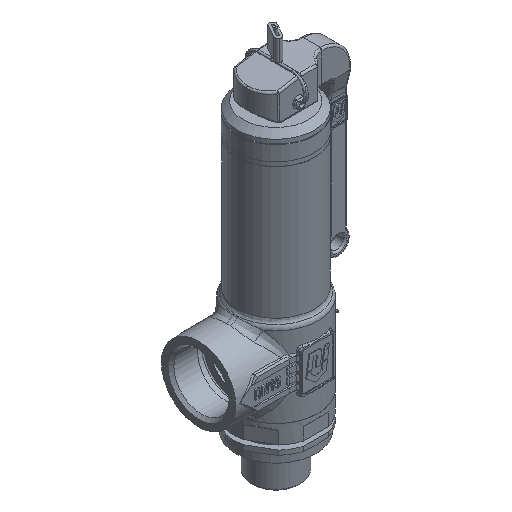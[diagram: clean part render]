
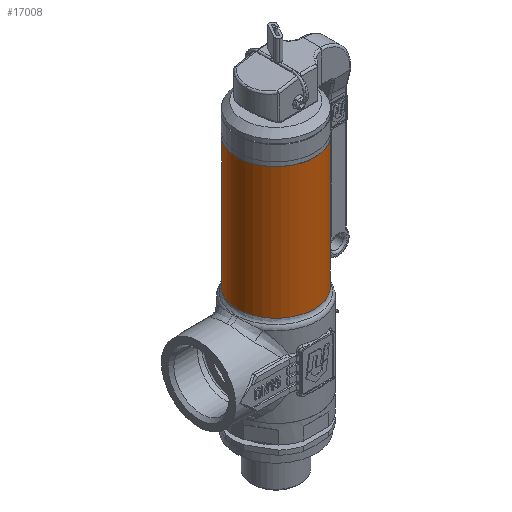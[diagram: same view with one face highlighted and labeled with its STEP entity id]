
A CAD part, isometric view. The second image highlights one B-rep face of the part: STEP entity #17008.
In plain terms, the highlighted cylindrical face has radius 12.95 mm (diameter 25.9 mm), a full revolution.
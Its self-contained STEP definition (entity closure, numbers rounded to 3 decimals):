
#16927=CARTESIAN_POINT('',(-0.,12.95,15.333));
#16928=VERTEX_POINT('',#16927);
#16936=CARTESIAN_POINT('',(0.,-12.95,15.333));
#16937=VERTEX_POINT('',#16936);
#16938=CARTESIAN_POINT('',(0.,-0.,15.333));
#16939=DIRECTION('',(-0.,-0.,1.));
#16940=DIRECTION('',(0.,1.,0.));
#16941=AXIS2_PLACEMENT_3D('',#16938,#16939,#16940);
#16942=CIRCLE('',#16941,12.95);
#16943=EDGE_CURVE('NONE',#16937,#16928,#16942,.T.);
#16945=CARTESIAN_POINT('',(0.,-0.,15.333));
#16946=DIRECTION('',(-0.,-0.,1.));
#16947=DIRECTION('',(0.,1.,0.));
#16948=AXIS2_PLACEMENT_3D('',#16945,#16946,#16947);
#16949=CIRCLE('',#16948,12.95);
#16950=EDGE_CURVE('NONE',#16928,#16937,#16949,.T.);
#16974=CARTESIAN_POINT('',(0.,-0.,59.5));
#16975=DIRECTION('',(0.,0.,-1.));
#16976=DIRECTION('',(0.,1.,0.));
#16977=AXIS2_PLACEMENT_3D('',#16974,#16975,#16976);
#16978=CYLINDRICAL_SURFACE('',#16977,12.95);
#16979=CARTESIAN_POINT('',(-0.,12.95,59.5));
#16980=VERTEX_POINT('',#16979);
#16981=CARTESIAN_POINT('',(0.,12.95,15.333));
#16982=DIRECTION('',(-0.,-0.,1.));
#16983=VECTOR('',#16982,44.167);
#16984=LINE('',#16981,#16983);
#16985=EDGE_CURVE('',#16928,#16980,#16984,.T.);
#16986=ORIENTED_EDGE('',*,*,#16985,.T.);
#16987=CARTESIAN_POINT('',(0.,-12.95,59.5));
#16988=VERTEX_POINT('',#16987);
#16989=CARTESIAN_POINT('',(0.,-0.,59.5));
#16990=DIRECTION('',(-0.,-0.,1.));
#16991=DIRECTION('',(0.,1.,0.));
#16992=AXIS2_PLACEMENT_3D('',#16989,#16990,#16991);
#16993=CIRCLE('',#16992,12.95);
#16994=EDGE_CURVE('NONE',#16988,#16980,#16993,.T.);
#16995=ORIENTED_EDGE('',*,*,#16994,.F.);
#16996=CARTESIAN_POINT('',(0.,-0.,59.5));
#16997=DIRECTION('',(-0.,-0.,1.));
#16998=DIRECTION('',(0.,1.,0.));
#16999=AXIS2_PLACEMENT_3D('',#16996,#16997,#16998);
#17000=CIRCLE('',#16999,12.95);
#17001=EDGE_CURVE('NONE',#16980,#16988,#17000,.T.);
#17002=ORIENTED_EDGE('',*,*,#17001,.F.);
#17003=ORIENTED_EDGE('',*,*,#16985,.F.);
#17004=ORIENTED_EDGE('',*,*,#16950,.T.);
#17005=ORIENTED_EDGE('',*,*,#16943,.T.);
#17006=EDGE_LOOP('',(#16986,#16995,#17002,#17003,#17004,#17005));
#17007=FACE_BOUND('',#17006,.T.);
#17008=ADVANCED_FACE('NONE',(#17007),#16978,.T.);
